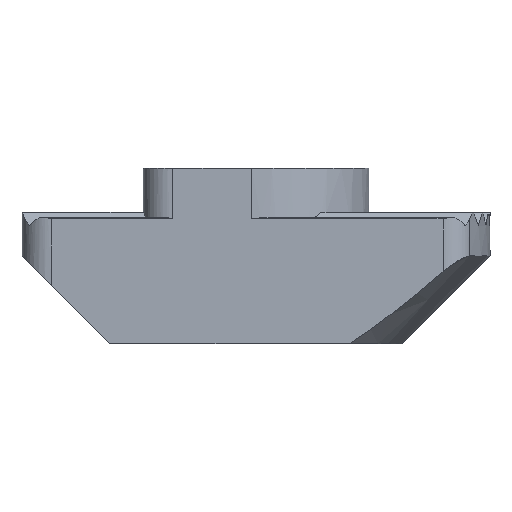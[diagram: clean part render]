
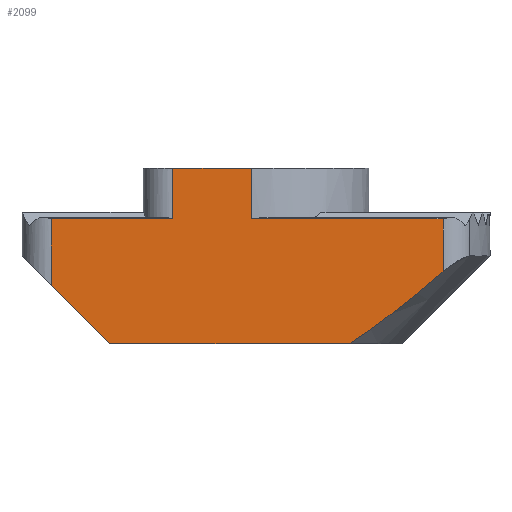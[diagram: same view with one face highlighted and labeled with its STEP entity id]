
A CAD part, front view. The second image highlights one B-rep face of the part: STEP entity #2099.
In plain terms, the highlighted planar face has unit normal (0, -1, 0).
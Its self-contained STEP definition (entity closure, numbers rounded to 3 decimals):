
#19 = DIRECTION ( 'NONE',  ( 0., 0., 1. ) ) ;
#42 = CARTESIAN_POINT ( 'NONE',  ( 6.394, -3.85, 2.463 ) ) ;
#79 = CARTESIAN_POINT ( 'NONE',  ( 6.394, -3.85, 2.463 ) ) ;
#88 = CARTESIAN_POINT ( 'NONE',  ( 5.882, -3.85, 2.025 ) ) ;
#104 = CARTESIAN_POINT ( 'NONE',  ( 6.394, -3.85, 4.271 ) ) ;
#133 = CARTESIAN_POINT ( 'NONE',  ( -5., -3.85, 0. ) ) ;
#156 = LINE ( 'NONE', #2211, #1287 ) ;
#173 = CARTESIAN_POINT ( 'NONE',  ( 5.364, -3.85, 1.594 ) ) ;
#187 = CARTESIAN_POINT ( 'NONE',  ( 4.303, -3.85, 0.764 ) ) ;
#229 = EDGE_CURVE ( 'NONE', #621, #245, #629, .T. ) ;
#234 = CARTESIAN_POINT ( 'NONE',  ( -2.85, -3.85, 4.271 ) ) ;
#245 = VERTEX_POINT ( 'NONE', #42 ) ;
#268 = PLANE ( 'NONE',  #2257 ) ;
#308 = CARTESIAN_POINT ( 'NONE',  ( -7., -3.85, 2. ) ) ;
#354 = CARTESIAN_POINT ( 'NONE',  ( 3.19, -3.85, 0. ) ) ;
#426 = ORIENTED_EDGE ( 'NONE', *, *, #1352, .T. ) ;
#431 = VECTOR ( 'NONE', #2417, 1000. ) ;
#441 = EDGE_CURVE ( 'NONE', #1244, #469, #951, .T. ) ;
#457 = ORIENTED_EDGE ( 'NONE', *, *, #792, .F. ) ;
#469 = VERTEX_POINT ( 'NONE', #954 ) ;
#485 = DIRECTION ( 'NONE',  ( 0., 0., 1. ) ) ;
#489 = ORIENTED_EDGE ( 'NONE', *, *, #2451, .T. ) ;
#554 = CARTESIAN_POINT ( 'NONE',  ( -7., -3.85, 4.271 ) ) ;
#593 = CARTESIAN_POINT ( 'NONE',  ( -3.85, -3.85, 6. ) ) ;
#621 = VERTEX_POINT ( 'NONE', #2670 ) ;
#623 = ORIENTED_EDGE ( 'NONE', *, *, #229, .T. ) ;
#629 = B_SPLINE_CURVE_WITH_KNOTS ( 'NONE', 3,
 ( #354, #963, #187, #173, #88, #79 ),
 .UNSPECIFIED., .F., .F.,
 ( 4, 2, 4 ),
 ( 0., 0.002, 0.004 ),
 .UNSPECIFIED. ) ;
#751 = ORIENTED_EDGE ( 'NONE', *, *, #814, .T. ) ;
#774 = CARTESIAN_POINT ( 'NONE',  ( -2.85, -3.85, 4.5 ) ) ;
#778 = FACE_OUTER_BOUND ( 'NONE', #2154, .T. ) ;
#792 = EDGE_CURVE ( 'NONE', #966, #469, #2638, .T. ) ;
#814 = EDGE_CURVE ( 'NONE', #1253, #923, #1852, .T. ) ;
#823 = DIRECTION ( 'NONE',  ( 1., 0., 0. ) ) ;
#923 = VERTEX_POINT ( 'NONE', #308 ) ;
#951 = LINE ( 'NONE', #2714, #431 ) ;
#954 = CARTESIAN_POINT ( 'NONE',  ( -0.15, -3.85, 4.271 ) ) ;
#963 = CARTESIAN_POINT ( 'NONE',  ( 3.761, -3.85, 0.364 ) ) ;
#966 = VERTEX_POINT ( 'NONE', #980 ) ;
#970 = DIRECTION ( 'NONE',  ( -1., 0., 0. ) ) ;
#980 = CARTESIAN_POINT ( 'NONE',  ( -0.15, -3.85, 6. ) ) ;
#1007 = CARTESIAN_POINT ( 'NONE',  ( -0.15, -3.85, 6. ) ) ;
#1123 = CARTESIAN_POINT ( 'NONE',  ( -8., -3.85, 3. ) ) ;
#1169 = LINE ( 'NONE', #2729, #2795 ) ;
#1182 = EDGE_CURVE ( 'NONE', #2574, #1253, #1169, .T. ) ;
#1244 = VERTEX_POINT ( 'NONE', #104 ) ;
#1253 = VERTEX_POINT ( 'NONE', #554 ) ;
#1287 = VECTOR ( 'NONE', #2432, 1000. ) ;
#1304 = LINE ( 'NONE', #593, #2420 ) ;
#1322 = ORIENTED_EDGE ( 'NONE', *, *, #2040, .T. ) ;
#1340 = LINE ( 'NONE', #1123, #2245 ) ;
#1348 = DIRECTION ( 'NONE',  ( 0.707, 0., -0.707 ) ) ;
#1352 = EDGE_CURVE ( 'NONE', #2689, #621, #156, .T. ) ;
#1374 = CARTESIAN_POINT ( 'NONE',  ( 6.394, -3.85, 4.5 ) ) ;
#1508 = VECTOR ( 'NONE', #2763, 1000. ) ;
#1565 = EDGE_CURVE ( 'NONE', #1871, #966, #1304, .T. ) ;
#1681 = ORIENTED_EDGE ( 'NONE', *, *, #2216, .T. ) ;
#1695 = CARTESIAN_POINT ( 'NONE',  ( -2.85, -3.85, 6. ) ) ;
#1844 = DIRECTION ( 'NONE',  ( 0., 1., 0. ) ) ;
#1852 = LINE ( 'NONE', #2582, #2386 ) ;
#1871 = VERTEX_POINT ( 'NONE', #1695 ) ;
#2034 = VECTOR ( 'NONE', #19, 1000. ) ;
#2040 = EDGE_CURVE ( 'NONE', #245, #1244, #2190, .T. ) ;
#2099 = ADVANCED_FACE ( 'NONE', ( #778 ), #268, .F. ) ;
#2154 = EDGE_LOOP ( 'NONE', ( #1681, #2239, #751, #489, #426, #623, #1322, #2407, #457, #2532 ) ) ;
#2190 = LINE ( 'NONE', #1374, #2034 ) ;
#2211 = CARTESIAN_POINT ( 'NONE',  ( -8., -3.85, 0. ) ) ;
#2216 = EDGE_CURVE ( 'NONE', #1871, #2574, #2280, .T. ) ;
#2239 = ORIENTED_EDGE ( 'NONE', *, *, #1182, .T. ) ;
#2245 = VECTOR ( 'NONE', #1348, 1000. ) ;
#2257 = AXIS2_PLACEMENT_3D ( 'NONE', #2484, #1844, #485 ) ;
#2280 = LINE ( 'NONE', #774, #2852 ) ;
#2386 = VECTOR ( 'NONE', #2790, 1000. ) ;
#2407 = ORIENTED_EDGE ( 'NONE', *, *, #441, .T. ) ;
#2417 = DIRECTION ( 'NONE',  ( -1., 0., 0. ) ) ;
#2420 = VECTOR ( 'NONE', #823, 1000. ) ;
#2432 = DIRECTION ( 'NONE',  ( 1., 0., 0. ) ) ;
#2451 = EDGE_CURVE ( 'NONE', #923, #2689, #1340, .T. ) ;
#2484 = CARTESIAN_POINT ( 'NONE',  ( -8., -3.85, 4.5 ) ) ;
#2532 = ORIENTED_EDGE ( 'NONE', *, *, #1565, .F. ) ;
#2556 = DIRECTION ( 'NONE',  ( 0., 0., -1. ) ) ;
#2574 = VERTEX_POINT ( 'NONE', #234 ) ;
#2582 = CARTESIAN_POINT ( 'NONE',  ( -7., -3.85, 4.5 ) ) ;
#2638 = LINE ( 'NONE', #1007, #1508 ) ;
#2670 = CARTESIAN_POINT ( 'NONE',  ( 3.19, -3.85, 0. ) ) ;
#2689 = VERTEX_POINT ( 'NONE', #133 ) ;
#2714 = CARTESIAN_POINT ( 'NONE',  ( -8., -3.85, 4.271 ) ) ;
#2729 = CARTESIAN_POINT ( 'NONE',  ( -8., -3.85, 4.271 ) ) ;
#2763 = DIRECTION ( 'NONE',  ( 0., 0., -1. ) ) ;
#2790 = DIRECTION ( 'NONE',  ( 0., 0., -1. ) ) ;
#2795 = VECTOR ( 'NONE', #970, 1000. ) ;
#2852 = VECTOR ( 'NONE', #2556, 1000. ) ;
